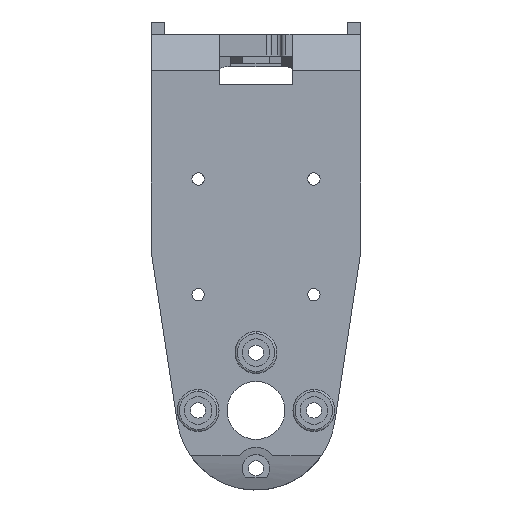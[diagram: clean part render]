
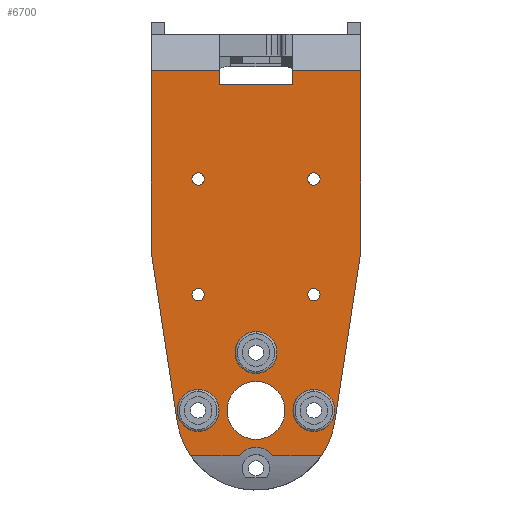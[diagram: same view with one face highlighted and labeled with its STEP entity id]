
A CAD part, left-side view. The second image highlights one B-rep face of the part: STEP entity #6700.
In plain terms, the highlighted planar face has unit normal (-1, 0, 0).
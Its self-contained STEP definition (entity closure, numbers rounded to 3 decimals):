
#2=CARTESIAN_POINT('',(-24.,0.,0.));
#3=DIRECTION('',(1.,0.,0.));
#4=DIRECTION('',(0.,0.,-1.));
#5=AXIS2_PLACEMENT_3D('',#2,#3,#4);
#7=CARTESIAN_POINT('',(-24.,0.,0.));
#8=DIRECTION('',(1.,0.,0.));
#9=DIRECTION('',(0.,0.,1.));
#10=AXIS2_PLACEMENT_3D('',#7,#8,#9);
#12=CARTESIAN_POINT('',(-24.,-8.,0.));
#13=DIRECTION('',(-1.,0.,0.));
#14=DIRECTION('',(0.,0.,-1.));
#15=AXIS2_PLACEMENT_3D('',#12,#13,#14);
#17=CARTESIAN_POINT('',(-24.,-8.,0.));
#18=DIRECTION('',(-1.,0.,0.));
#19=DIRECTION('',(0.,0.,1.));
#20=AXIS2_PLACEMENT_3D('',#17,#18,#19);
#22=CARTESIAN_POINT('',(-24.,0.,8.));
#23=DIRECTION('',(-1.,0.,0.));
#24=DIRECTION('',(0.,0.,-1.));
#25=AXIS2_PLACEMENT_3D('',#22,#23,#24);
#27=CARTESIAN_POINT('',(-24.,0.,8.));
#28=DIRECTION('',(-1.,0.,0.));
#29=DIRECTION('',(0.,0.,1.));
#30=AXIS2_PLACEMENT_3D('',#27,#28,#29);
#32=CARTESIAN_POINT('',(-24.,8.,0.));
#33=DIRECTION('',(-1.,0.,0.));
#34=DIRECTION('',(0.,0.,-1.));
#35=AXIS2_PLACEMENT_3D('',#32,#33,#34);
#37=CARTESIAN_POINT('',(-24.,8.,0.));
#38=DIRECTION('',(-1.,0.,0.));
#39=DIRECTION('',(0.,0.,1.));
#40=AXIS2_PLACEMENT_3D('',#37,#38,#39);
#42=CARTESIAN_POINT('',(-24.,-8.,16.));
#43=DIRECTION('',(1.,0.,0.));
#44=DIRECTION('',(0.,-1.,0.));
#45=AXIS2_PLACEMENT_3D('',#42,#43,#44);
#47=CARTESIAN_POINT('',(-24.,-8.,16.));
#48=DIRECTION('',(1.,0.,0.));
#49=DIRECTION('',(0.,1.,0.));
#50=AXIS2_PLACEMENT_3D('',#47,#48,#49);
#52=CARTESIAN_POINT('',(-24.,-8.,32.));
#53=DIRECTION('',(1.,0.,0.));
#54=DIRECTION('',(0.,-1.,0.));
#55=AXIS2_PLACEMENT_3D('',#52,#53,#54);
#57=CARTESIAN_POINT('',(-24.,-8.,32.));
#58=DIRECTION('',(1.,0.,0.));
#59=DIRECTION('',(0.,1.,0.));
#60=AXIS2_PLACEMENT_3D('',#57,#58,#59);
#62=CARTESIAN_POINT('',(-24.,8.,32.));
#63=DIRECTION('',(1.,0.,0.));
#64=DIRECTION('',(0.,-1.,0.));
#65=AXIS2_PLACEMENT_3D('',#62,#63,#64);
#67=CARTESIAN_POINT('',(-24.,8.,32.));
#68=DIRECTION('',(1.,0.,0.));
#69=DIRECTION('',(0.,1.,0.));
#70=AXIS2_PLACEMENT_3D('',#67,#68,#69);
#72=CARTESIAN_POINT('',(-24.,8.,16.));
#73=DIRECTION('',(1.,0.,0.));
#74=DIRECTION('',(0.,-1.,0.));
#75=AXIS2_PLACEMENT_3D('',#72,#73,#74);
#77=CARTESIAN_POINT('',(-24.,8.,16.));
#78=DIRECTION('',(1.,0.,0.));
#79=DIRECTION('',(0.,1.,0.));
#80=AXIS2_PLACEMENT_3D('',#77,#78,#79);
#82=DIRECTION('',(0.,1.,0.));
#83=VECTOR('',#82,6.742);
#84=CARTESIAN_POINT('',(-24.,-9.053,-6.248));
#85=LINE('',#84,#83);
#86=DIRECTION('',(0.,1.,0.));
#87=VECTOR('',#86,6.742);
#88=CARTESIAN_POINT('',(-24.,2.311,-6.248));
#89=LINE('',#88,#87);
#90=CARTESIAN_POINT('',(-24.,0.,0.));
#91=DIRECTION('',(1.,0.,0.));
#92=DIRECTION('',(0.,0.823,-0.568));
#93=AXIS2_PLACEMENT_3D('',#90,#91,#92);
#95=DIRECTION('',(0.,0.151,0.988));
#96=VECTOR('',#95,23.943);
#97=CARTESIAN_POINT('',(-24.,10.873,-1.666));
#98=LINE('',#97,#96);
#99=DIRECTION('',(0.,0.,1.));
#100=VECTOR('',#99,25.);
#101=CARTESIAN_POINT('',(-24.,14.5,22.));
#102=LINE('',#101,#100);
#103=DIRECTION('',(0.,-1.,0.));
#104=VECTOR('',#103,9.5);
#105=CARTESIAN_POINT('',(-24.,14.5,47.));
#106=LINE('',#105,#104);
#107=DIRECTION('',(0.,0.,-1.));
#108=VECTOR('',#107,2.);
#109=CARTESIAN_POINT('',(-24.,5.,47.));
#110=LINE('',#109,#108);
#111=DIRECTION('',(0.,-1.,0.));
#112=VECTOR('',#111,10.);
#113=CARTESIAN_POINT('',(-24.,5.,45.));
#114=LINE('',#113,#112);
#115=DIRECTION('',(0.,0.,-1.));
#116=VECTOR('',#115,2.);
#117=CARTESIAN_POINT('',(-24.,-5.,47.));
#118=LINE('',#117,#116);
#119=DIRECTION('',(0.,-1.,0.));
#120=VECTOR('',#119,9.5);
#121=CARTESIAN_POINT('',(-24.,-5.,47.));
#122=LINE('',#121,#120);
#123=DIRECTION('',(0.,0.,-1.));
#124=VECTOR('',#123,25.);
#125=CARTESIAN_POINT('',(-24.,-14.5,47.));
#126=LINE('',#125,#124);
#127=DIRECTION('',(0.,0.151,-0.988));
#128=VECTOR('',#127,23.943);
#129=CARTESIAN_POINT('',(-24.,-14.5,22.));
#130=LINE('',#129,#128);
#131=CARTESIAN_POINT('',(-24.,0.,0.));
#132=DIRECTION('',(1.,0.,0.));
#133=DIRECTION('',(0.,-0.988,-0.151));
#134=AXIS2_PLACEMENT_3D('',#131,#132,#133);
#4343=CARTESIAN_POINT('',(-24.,0.,-8.));
#4344=DIRECTION('',(1.,0.,0.));
#4345=DIRECTION('',(0.,0.797,0.604));
#4346=AXIS2_PLACEMENT_3D('',#4343,#4344,#4345);
#5066=CARTESIAN_POINT('',(-24.,0.,-4.));
#5067=CARTESIAN_POINT('',(-24.,0.,4.));
#5068=VERTEX_POINT('',#5066);
#5069=VERTEX_POINT('',#5067);
#5082=CARTESIAN_POINT('',(-24.,10.873,-1.666));
#5083=CARTESIAN_POINT('',(-24.,14.5,22.));
#5084=VERTEX_POINT('',#5082);
#5085=VERTEX_POINT('',#5083);
#5086=CARTESIAN_POINT('',(-24.,-14.5,22.));
#5087=CARTESIAN_POINT('',(-24.,-10.873,-1.666));
#5088=VERTEX_POINT('',#5086);
#5089=VERTEX_POINT('',#5087);
#5122=CARTESIAN_POINT('',(-24.,14.5,47.));
#5123=VERTEX_POINT('',#5122);
#5124=CARTESIAN_POINT('',(-24.,-14.5,47.));
#5125=VERTEX_POINT('',#5124);
#5570=CARTESIAN_POINT('',(-24.,-8.,-2.9));
#5571=CARTESIAN_POINT('',(-24.,-8.,2.9));
#5572=VERTEX_POINT('',#5570);
#5573=VERTEX_POINT('',#5571);
#5574=CARTESIAN_POINT('',(-24.,0.,5.1));
#5575=CARTESIAN_POINT('',(-24.,0.,10.9));
#5576=VERTEX_POINT('',#5574);
#5577=VERTEX_POINT('',#5575);
#5578=CARTESIAN_POINT('',(-24.,8.,-2.9));
#5579=CARTESIAN_POINT('',(-24.,8.,2.9));
#5580=VERTEX_POINT('',#5578);
#5581=VERTEX_POINT('',#5579);
#5619=CARTESIAN_POINT('',(-24.,-5.,47.));
#5621=VERTEX_POINT('',#5619);
#5623=CARTESIAN_POINT('',(-24.,5.,47.));
#5625=VERTEX_POINT('',#5623);
#5626=CARTESIAN_POINT('',(-24.,5.,45.));
#5627=CARTESIAN_POINT('',(-24.,-5.,45.));
#5628=VERTEX_POINT('',#5626);
#5629=VERTEX_POINT('',#5627);
#5650=CARTESIAN_POINT('',(-24.,-8.85,16.));
#5651=CARTESIAN_POINT('',(-24.,-7.15,16.));
#5652=VERTEX_POINT('',#5650);
#5653=VERTEX_POINT('',#5651);
#5654=CARTESIAN_POINT('',(-24.,-8.85,32.));
#5655=CARTESIAN_POINT('',(-24.,-7.15,32.));
#5656=VERTEX_POINT('',#5654);
#5657=VERTEX_POINT('',#5655);
#5658=CARTESIAN_POINT('',(-24.,7.15,32.));
#5659=CARTESIAN_POINT('',(-24.,8.85,32.));
#5660=VERTEX_POINT('',#5658);
#5661=VERTEX_POINT('',#5659);
#5662=CARTESIAN_POINT('',(-24.,7.15,16.));
#5663=CARTESIAN_POINT('',(-24.,8.85,16.));
#5664=VERTEX_POINT('',#5662);
#5665=VERTEX_POINT('',#5663);
#5778=CARTESIAN_POINT('',(-24.,-9.053,-6.248));
#5779=CARTESIAN_POINT('',(-24.,-2.311,-6.248));
#5780=VERTEX_POINT('',#5778);
#5781=VERTEX_POINT('',#5779);
#5782=CARTESIAN_POINT('',(-24.,2.311,-6.248));
#5783=CARTESIAN_POINT('',(-24.,9.053,-6.248));
#5784=VERTEX_POINT('',#5782);
#5785=VERTEX_POINT('',#5783);
#6617=CARTESIAN_POINT('',(-24.,0.,0.));
#6618=DIRECTION('',(1.,0.,0.));
#6619=DIRECTION('',(0.,-1.,0.));
#6620=AXIS2_PLACEMENT_3D('',#6617,#6618,#6619);
#6621=PLANE('',#6620);
#6623=ORIENTED_EDGE('',*,*,#6622,.T.);
#6625=ORIENTED_EDGE('',*,*,#6624,.F.);
#6627=ORIENTED_EDGE('',*,*,#6626,.T.);
#6629=ORIENTED_EDGE('',*,*,#6628,.T.);
#6631=ORIENTED_EDGE('',*,*,#6630,.T.);
#6633=ORIENTED_EDGE('',*,*,#6632,.T.);
#6635=ORIENTED_EDGE('',*,*,#6634,.T.);
#6637=ORIENTED_EDGE('',*,*,#6636,.T.);
#6639=ORIENTED_EDGE('',*,*,#6638,.T.);
#6641=ORIENTED_EDGE('',*,*,#6640,.F.);
#6643=ORIENTED_EDGE('',*,*,#6642,.T.);
#6645=ORIENTED_EDGE('',*,*,#6644,.T.);
#6647=ORIENTED_EDGE('',*,*,#6646,.T.);
#6649=ORIENTED_EDGE('',*,*,#6648,.T.);
#6650=EDGE_LOOP('',(#6623,#6625,#6627,#6629,#6631,#6633,#6635,#6637,#6639,#6641,
#6643,#6645,#6647,#6649));
#6651=FACE_OUTER_BOUND('',#6650,.F.);
#6653=ORIENTED_EDGE('',*,*,#6652,.F.);
#6655=ORIENTED_EDGE('',*,*,#6654,.F.);
#6656=EDGE_LOOP('',(#6653,#6655));
#6657=FACE_BOUND('',#6656,.F.);
#6659=ORIENTED_EDGE('',*,*,#6658,.T.);
#6661=ORIENTED_EDGE('',*,*,#6660,.T.);
#6662=EDGE_LOOP('',(#6659,#6661));
#6663=FACE_BOUND('',#6662,.F.);
#6665=ORIENTED_EDGE('',*,*,#6664,.T.);
#6667=ORIENTED_EDGE('',*,*,#6666,.T.);
#6668=EDGE_LOOP('',(#6665,#6667));
#6669=FACE_BOUND('',#6668,.F.);
#6671=ORIENTED_EDGE('',*,*,#6670,.T.);
#6673=ORIENTED_EDGE('',*,*,#6672,.T.);
#6674=EDGE_LOOP('',(#6671,#6673));
#6675=FACE_BOUND('',#6674,.F.);
#6677=ORIENTED_EDGE('',*,*,#6676,.F.);
#6679=ORIENTED_EDGE('',*,*,#6678,.F.);
#6680=EDGE_LOOP('',(#6677,#6679));
#6681=FACE_BOUND('',#6680,.F.);
#6683=ORIENTED_EDGE('',*,*,#6682,.F.);
#6685=ORIENTED_EDGE('',*,*,#6684,.F.);
#6686=EDGE_LOOP('',(#6683,#6685));
#6687=FACE_BOUND('',#6686,.F.);
#6689=ORIENTED_EDGE('',*,*,#6688,.F.);
#6691=ORIENTED_EDGE('',*,*,#6690,.F.);
#6692=EDGE_LOOP('',(#6689,#6691));
#6693=FACE_BOUND('',#6692,.F.);
#6695=ORIENTED_EDGE('',*,*,#6694,.F.);
#6697=ORIENTED_EDGE('',*,*,#6696,.F.);
#6698=EDGE_LOOP('',(#6695,#6697));
#6699=FACE_BOUND('',#6698,.F.);
#6700=ADVANCED_FACE('',(#6651,#6657,#6663,#6669,#6675,#6681,#6687,#6693,#6699),
#6621,.F.);
#6=CIRCLE('',#5,4.);
#11=CIRCLE('',#10,4.);
#16=CIRCLE('',#15,2.9);
#21=CIRCLE('',#20,2.9);
#26=CIRCLE('',#25,2.9);
#31=CIRCLE('',#30,2.9);
#36=CIRCLE('',#35,2.9);
#41=CIRCLE('',#40,2.9);
#46=CIRCLE('',#45,0.85);
#51=CIRCLE('',#50,0.85);
#56=CIRCLE('',#55,0.85);
#61=CIRCLE('',#60,0.85);
#66=CIRCLE('',#65,0.85);
#71=CIRCLE('',#70,0.85);
#76=CIRCLE('',#75,0.85);
#81=CIRCLE('',#80,0.85);
#94=CIRCLE('',#93,11.);
#135=CIRCLE('',#134,11.);
#4347=CIRCLE('',#4346,2.9);
#6622=EDGE_CURVE('',#5780,#5781,#85,.T.);
#6624=EDGE_CURVE('',#5784,#5781,#4347,.T.);
#6626=EDGE_CURVE('',#5784,#5785,#89,.T.);
#6628=EDGE_CURVE('',#5785,#5084,#94,.T.);
#6630=EDGE_CURVE('',#5084,#5085,#98,.T.);
#6632=EDGE_CURVE('',#5085,#5123,#102,.T.);
#6634=EDGE_CURVE('',#5123,#5625,#106,.T.);
#6636=EDGE_CURVE('',#5625,#5628,#110,.T.);
#6638=EDGE_CURVE('',#5628,#5629,#114,.T.);
#6640=EDGE_CURVE('',#5621,#5629,#118,.T.);
#6642=EDGE_CURVE('',#5621,#5125,#122,.T.);
#6644=EDGE_CURVE('',#5125,#5088,#126,.T.);
#6646=EDGE_CURVE('',#5088,#5089,#130,.T.);
#6648=EDGE_CURVE('',#5089,#5780,#135,.T.);
#6652=EDGE_CURVE('',#5068,#5069,#6,.T.);
#6654=EDGE_CURVE('',#5069,#5068,#11,.T.);
#6658=EDGE_CURVE('',#5572,#5573,#16,.T.);
#6660=EDGE_CURVE('',#5573,#5572,#21,.T.);
#6664=EDGE_CURVE('',#5576,#5577,#26,.T.);
#6666=EDGE_CURVE('',#5577,#5576,#31,.T.);
#6670=EDGE_CURVE('',#5580,#5581,#36,.T.);
#6672=EDGE_CURVE('',#5581,#5580,#41,.T.);
#6676=EDGE_CURVE('',#5652,#5653,#46,.T.);
#6678=EDGE_CURVE('',#5653,#5652,#51,.T.);
#6682=EDGE_CURVE('',#5656,#5657,#56,.T.);
#6684=EDGE_CURVE('',#5657,#5656,#61,.T.);
#6688=EDGE_CURVE('',#5660,#5661,#66,.T.);
#6690=EDGE_CURVE('',#5661,#5660,#71,.T.);
#6694=EDGE_CURVE('',#5664,#5665,#76,.T.);
#6696=EDGE_CURVE('',#5665,#5664,#81,.T.);
